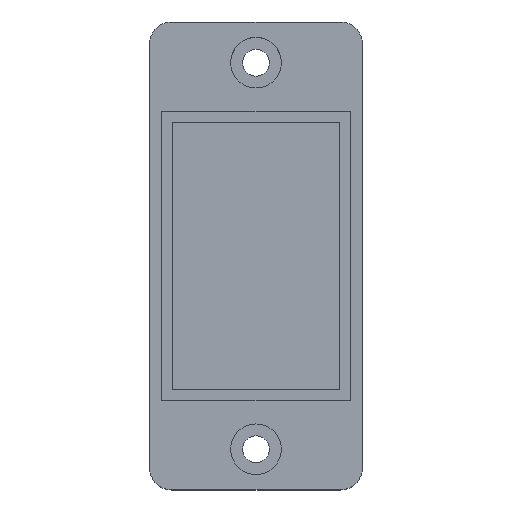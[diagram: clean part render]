
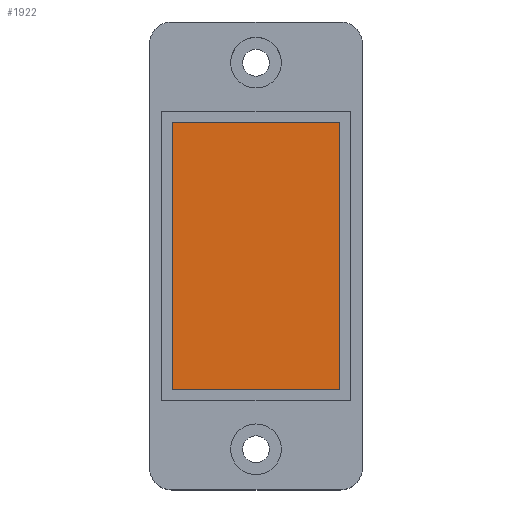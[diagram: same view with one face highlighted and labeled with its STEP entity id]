
A CAD part, top view. The second image highlights one B-rep face of the part: STEP entity #1922.
In plain terms, the highlighted planar face has unit normal (0, 0, 1).
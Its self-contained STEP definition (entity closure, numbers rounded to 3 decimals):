
#488=DIRECTION('',(0.,1.,0.));
#489=VECTOR('',#488,42.8);
#490=CARTESIAN_POINT('',(-13.35,-21.4,7.125));
#491=LINE('',#490,#489);
#492=DIRECTION('',(1.,0.,0.));
#493=VECTOR('',#492,26.7);
#494=CARTESIAN_POINT('',(-13.35,21.4,7.125));
#495=LINE('',#494,#493);
#496=DIRECTION('',(0.,-1.,0.));
#497=VECTOR('',#496,42.8);
#498=CARTESIAN_POINT('',(13.35,21.4,7.125));
#499=LINE('',#498,#497);
#500=DIRECTION('',(-1.,0.,0.));
#501=VECTOR('',#500,26.7);
#502=CARTESIAN_POINT('',(13.35,-21.4,7.125));
#503=LINE('',#502,#501);
#757=CARTESIAN_POINT('',(-13.35,21.4,7.125));
#758=VERTEX_POINT('',#757);
#759=CARTESIAN_POINT('',(-13.35,-21.4,7.125));
#760=VERTEX_POINT('',#759);
#761=CARTESIAN_POINT('',(13.35,21.4,7.125));
#762=VERTEX_POINT('',#761);
#763=CARTESIAN_POINT('',(13.35,-21.4,7.125));
#764=VERTEX_POINT('',#763);
#1911=CARTESIAN_POINT('',(0.,0.,7.125));
#1912=DIRECTION('',(0.,0.,1.));
#1913=DIRECTION('',(1.,0.,0.));
#1914=AXIS2_PLACEMENT_3D('',#1911,#1912,#1913);
#1915=PLANE('',#1914);
#1916=ORIENTED_EDGE('',*,*,#1814,.T.);
#1917=ORIENTED_EDGE('',*,*,#1841,.T.);
#1918=ORIENTED_EDGE('',*,*,#1867,.T.);
#1919=ORIENTED_EDGE('',*,*,#1892,.T.);
#1920=EDGE_LOOP('',(#1916,#1917,#1918,#1919));
#1921=FACE_OUTER_BOUND('',#1920,.F.);
#1922=ADVANCED_FACE('',(#1921),#1915,.T.);
#1814=EDGE_CURVE('',#760,#758,#491,.T.);
#1841=EDGE_CURVE('',#758,#762,#495,.T.);
#1867=EDGE_CURVE('',#762,#764,#499,.T.);
#1892=EDGE_CURVE('',#764,#760,#503,.T.);
